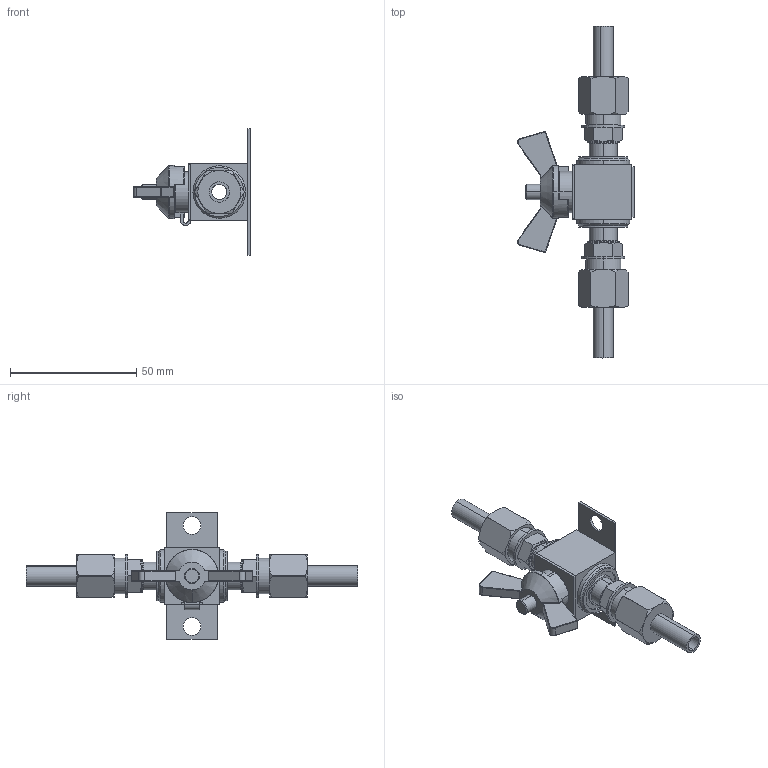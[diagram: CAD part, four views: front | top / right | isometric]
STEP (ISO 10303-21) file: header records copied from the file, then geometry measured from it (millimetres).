
FILE_DESCRIPTION (( 'STEP AP203' ), '1' );
FILE_NAME ('Ñáîðêà êðàíà Íèï8Íæ.STEP', '2017-03-01T12:45:36', ( '' ), ( '' ), 'SwSTEP 2.0', 'SolidWorks 2016', '' );
FILE_SCHEMA (( 'CONFIG_CONTROL_DESIGN' ));
Length unit declared in the file: millimetre
Products named in the file (1): Ñáîðêà êðàíà Íèï8Íæ
Bounding box: 46.18 x 131.35 x 50 mm (x, y, z)
Volume: 25284.8 mm3; surface area: 21295 mm2
Topology: 9 solids, 12 shells, 1713 faces, 4751 edges, 3123 vertices
Faces by surface type: cylinder 802, plane 795, cone 71, bspline 41, torus 4
Entity records: 57113 total; most frequent: CARTESIAN_POINT 12087, DIRECTION 9610, ORIENTED_EDGE 9472, EDGE_CURVE 4736, AXIS2_PLACEMENT_3D 3367, VERTEX_POINT 3123, VECTOR 2876, LINE 2876
